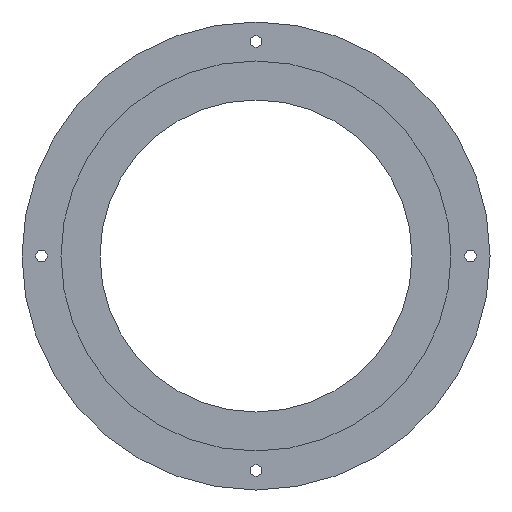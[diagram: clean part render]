
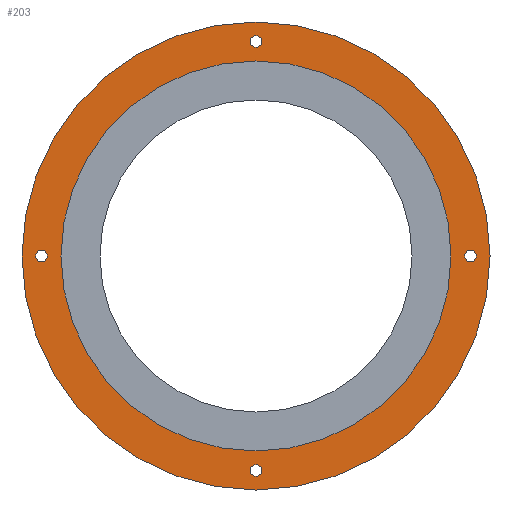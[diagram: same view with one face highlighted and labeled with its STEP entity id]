
A CAD part, front view. The second image highlights one B-rep face of the part: STEP entity #203.
In plain terms, the highlighted planar face has unit normal (0, -1, 0).
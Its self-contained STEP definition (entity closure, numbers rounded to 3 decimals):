
#16=PLANE('',#255);
#37=FACE_BOUND('',#86,.T.);
#38=FACE_BOUND('',#87,.T.);
#39=FACE_BOUND('',#88,.T.);
#40=FACE_BOUND('',#89,.T.);
#41=FACE_BOUND('',#90,.T.);
#59=FACE_OUTER_BOUND('',#85,.T.);
#85=EDGE_LOOP('',(#175));
#86=EDGE_LOOP('',(#176));
#87=EDGE_LOOP('',(#177));
#88=EDGE_LOOP('',(#178));
#89=EDGE_LOOP('',(#179));
#90=EDGE_LOOP('',(#180));
#99=CIRCLE('',#229,1.5);
#102=CIRCLE('',#234,1.5);
#105=CIRCLE('',#239,1.5);
#108=CIRCLE('',#244,1.5);
#110=CIRCLE('',#247,50.);
#114=CIRCLE('',#254,60.);
#117=VERTEX_POINT('',#330);
#120=VERTEX_POINT('',#338);
#123=VERTEX_POINT('',#346);
#126=VERTEX_POINT('',#354);
#128=VERTEX_POINT('',#359);
#132=VERTEX_POINT('',#370);
#135=EDGE_CURVE('',#117,#117,#99,.T.);
#138=EDGE_CURVE('',#120,#120,#102,.T.);
#141=EDGE_CURVE('',#123,#123,#105,.T.);
#144=EDGE_CURVE('',#126,#126,#108,.T.);
#146=EDGE_CURVE('',#128,#128,#110,.T.);
#150=EDGE_CURVE('',#132,#132,#114,.T.);
#175=ORIENTED_EDGE('',*,*,#150,.T.);
#176=ORIENTED_EDGE('',*,*,#135,.T.);
#177=ORIENTED_EDGE('',*,*,#138,.T.);
#178=ORIENTED_EDGE('',*,*,#141,.T.);
#179=ORIENTED_EDGE('',*,*,#144,.T.);
#180=ORIENTED_EDGE('',*,*,#146,.T.);
#203=ADVANCED_FACE('',(#59,#37,#38,#39,#40,#41),#16,.F.);
#229=AXIS2_PLACEMENT_3D('',#331,#267,#268);
#234=AXIS2_PLACEMENT_3D('',#339,#277,#278);
#239=AXIS2_PLACEMENT_3D('',#347,#287,#288);
#244=AXIS2_PLACEMENT_3D('',#355,#297,#298);
#247=AXIS2_PLACEMENT_3D('',#360,#303,#304);
#254=AXIS2_PLACEMENT_3D('',#371,#317,#318);
#255=AXIS2_PLACEMENT_3D('',#372,#319,#320);
#267=DIRECTION('center_axis',(0.,1.,0.));
#268=DIRECTION('ref_axis',(1.,0.,0.));
#277=DIRECTION('center_axis',(0.,1.,0.));
#278=DIRECTION('ref_axis',(1.,0.,0.));
#287=DIRECTION('center_axis',(0.,1.,0.));
#288=DIRECTION('ref_axis',(1.,0.,0.));
#297=DIRECTION('center_axis',(0.,1.,0.));
#298=DIRECTION('ref_axis',(1.,0.,0.));
#303=DIRECTION('center_axis',(0.,1.,0.));
#304=DIRECTION('ref_axis',(-1.,0.,0.));
#317=DIRECTION('center_axis',(0.,-1.,0.));
#318=DIRECTION('ref_axis',(1.,0.,0.));
#319=DIRECTION('center_axis',(0.,1.,0.));
#320=DIRECTION('ref_axis',(0.,0.,1.));
#330=CARTESIAN_POINT('',(-1.5,0.,55.));
#331=CARTESIAN_POINT('Origin',(0.,0.,55.));
#338=CARTESIAN_POINT('',(-1.5,0.,-55.));
#339=CARTESIAN_POINT('Origin',(0.,0.,-55.));
#346=CARTESIAN_POINT('',(-56.5,0.,0.));
#347=CARTESIAN_POINT('Origin',(-55.,0.,0.));
#354=CARTESIAN_POINT('',(53.5,0.,0.));
#355=CARTESIAN_POINT('Origin',(55.,0.,0.));
#359=CARTESIAN_POINT('',(50.,0.,0.));
#360=CARTESIAN_POINT('Origin',(0.,0.,0.));
#370=CARTESIAN_POINT('',(-60.,0.,0.));
#371=CARTESIAN_POINT('Origin',(0.,0.,0.));
#372=CARTESIAN_POINT('Origin',(0.,0.,0.));
